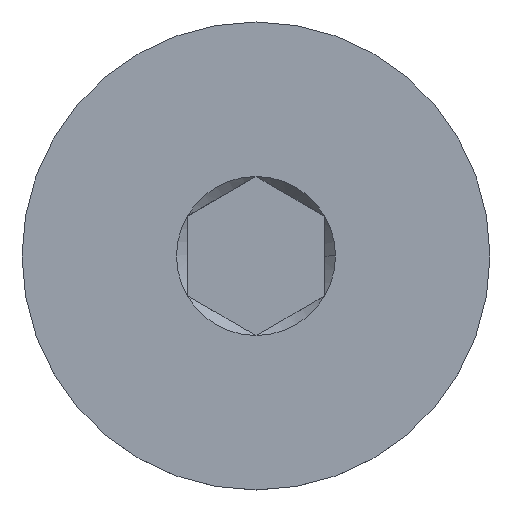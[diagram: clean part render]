
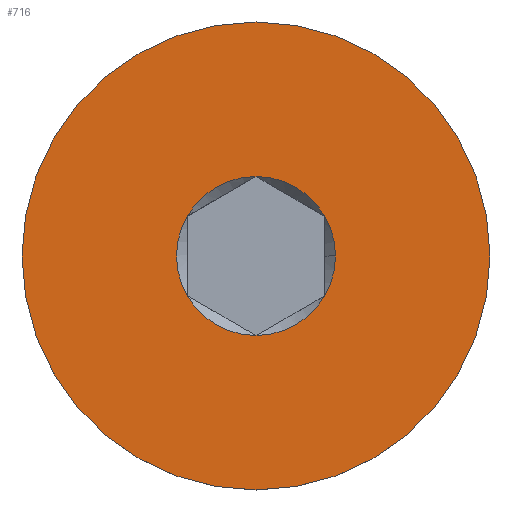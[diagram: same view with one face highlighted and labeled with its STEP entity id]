
A CAD part, top view. The second image highlights one B-rep face of the part: STEP entity #716.
In plain terms, the highlighted planar face has unit normal (0, 0, 1).
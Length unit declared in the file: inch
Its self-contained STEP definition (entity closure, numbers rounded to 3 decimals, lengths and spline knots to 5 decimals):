
#3 = AXIS2_PLACEMENT_3D ( 'NONE', #245, #234, #739 ) ;
#10 = DIRECTION ( 'NONE',  ( 0., 0., 1. ) ) ;
#21 = AXIS2_PLACEMENT_3D ( 'NONE', #26, #335, #400 ) ;
#26 = CARTESIAN_POINT ( 'NONE',  ( 0., 0., 0. ) ) ;
#29 = DIRECTION ( 'NONE',  ( 0., 0., 1. ) ) ;
#33 = CARTESIAN_POINT ( 'NONE',  ( 0., 0., 0. ) ) ;
#37 = DIRECTION ( 'NONE',  ( 0., 0., 1. ) ) ;
#48 = CIRCLE ( 'NONE', #362, 0.09021 ) ;
#56 = AXIS2_PLACEMENT_3D ( 'NONE', #691, #69, #131 ) ;
#68 = AXIS2_PLACEMENT_3D ( 'NONE', #372, #72, #565 ) ;
#69 = DIRECTION ( 'NONE',  ( 0., 0., 1. ) ) ;
#72 = DIRECTION ( 'NONE',  ( 0., 0., 1. ) ) ;
#83 = DIRECTION ( 'NONE',  ( 0., -1., 0. ) ) ;
#97 = EDGE_CURVE ( 'NONE', #361, #341, #356, .T. ) ;
#123 = EDGE_CURVE ( 'NONE', #521, #780, #474, .T. ) ;
#131 = DIRECTION ( 'NONE',  ( 1., 0., 0. ) ) ;
#134 = EDGE_CURVE ( 'NONE', #780, #801, #588, .T. ) ;
#151 = AXIS2_PLACEMENT_3D ( 'NONE', #571, #263, #83 ) ;
#156 = CIRCLE ( 'NONE', #233, 0.09021 ) ;
#167 = EDGE_CURVE ( 'NONE', #513, #322, #517, .T. ) ;
#169 = AXIS2_PLACEMENT_3D ( 'NONE', #33, #37, #726 ) ;
#174 = EDGE_CURVE ( 'NONE', #738, #521, #156, .T. ) ;
#180 = CARTESIAN_POINT ( 'NONE',  ( 0., -0.09021, 0. ) ) ;
#185 = CARTESIAN_POINT ( 'NONE',  ( 0., 0.2655, 0. ) ) ;
#186 = ORIENTED_EDGE ( 'NONE', *, *, #280, .F. ) ;
#202 = CARTESIAN_POINT ( 'NONE',  ( 0.09021, 0., 0. ) ) ;
#224 = CARTESIAN_POINT ( 'NONE',  ( -0.07813, 0.04511, 0. ) ) ;
#233 = AXIS2_PLACEMENT_3D ( 'NONE', #650, #342, #599 ) ;
#234 = DIRECTION ( 'NONE',  ( 0., 0., 1. ) ) ;
#245 = CARTESIAN_POINT ( 'NONE',  ( 0., 0., 0. ) ) ;
#255 = FACE_OUTER_BOUND ( 'NONE', #793, .T. ) ;
#256 = ORIENTED_EDGE ( 'NONE', *, *, #134, .F. ) ;
#263 = DIRECTION ( 'NONE',  ( 0., 0., -1. ) ) ;
#279 = DIRECTION ( 'NONE',  ( 1., 0., 0. ) ) ;
#280 = EDGE_CURVE ( 'NONE', #801, #510, #770, .T. ) ;
#306 = CARTESIAN_POINT ( 'NONE',  ( 0., -0.2655, 0. ) ) ;
#308 = AXIS2_PLACEMENT_3D ( 'NONE', #441, #698, #368 ) ;
#319 = CARTESIAN_POINT ( 'NONE',  ( 0., 0., 0. ) ) ;
#322 = VERTEX_POINT ( 'NONE', #306 ) ;
#335 = DIRECTION ( 'NONE',  ( 0., 0., 1. ) ) ;
#336 = EDGE_LOOP ( 'NONE', ( #256, #401, #491, #815, #572, #537, #186 ) ) ;
#341 = VERTEX_POINT ( 'NONE', #473 ) ;
#342 = DIRECTION ( 'NONE',  ( 0., 0., 1. ) ) ;
#347 = CARTESIAN_POINT ( 'NONE',  ( -0.07813, -0.04511, 0. ) ) ;
#348 = CIRCLE ( 'NONE', #3, 0.2655 ) ;
#356 = CIRCLE ( 'NONE', #308, 0.09021 ) ;
#361 = VERTEX_POINT ( 'NONE', #180 ) ;
#362 = AXIS2_PLACEMENT_3D ( 'NONE', #319, #10, #756 ) ;
#368 = DIRECTION ( 'NONE',  ( 1., 0., 0. ) ) ;
#372 = CARTESIAN_POINT ( 'NONE',  ( 0., 0., 0. ) ) ;
#378 = FACE_BOUND ( 'NONE', #336, .T. ) ;
#396 = CARTESIAN_POINT ( 'NONE',  ( 0., 0.09021, 0. ) ) ;
#400 = DIRECTION ( 'NONE',  ( 1., 0., 0. ) ) ;
#401 = ORIENTED_EDGE ( 'NONE', *, *, #123, .F. ) ;
#441 = CARTESIAN_POINT ( 'NONE',  ( 0., 0., 0. ) ) ;
#443 = CIRCLE ( 'NONE', #21, 0.09021 ) ;
#451 = EDGE_CURVE ( 'NONE', #341, #738, #48, .T. ) ;
#459 = ORIENTED_EDGE ( 'NONE', *, *, #603, .T. ) ;
#473 = CARTESIAN_POINT ( 'NONE',  ( 0.07813, -0.04511, 0. ) ) ;
#474 = CIRCLE ( 'NONE', #56, 0.09021 ) ;
#491 = ORIENTED_EDGE ( 'NONE', *, *, #174, .F. ) ;
#510 = VERTEX_POINT ( 'NONE', #347 ) ;
#513 = VERTEX_POINT ( 'NONE', #185 ) ;
#517 = CIRCLE ( 'NONE', #169, 0.2655 ) ;
#521 = VERTEX_POINT ( 'NONE', #558 ) ;
#537 = ORIENTED_EDGE ( 'NONE', *, *, #808, .F. ) ;
#558 = CARTESIAN_POINT ( 'NONE',  ( 0.07813, 0.04511, 0. ) ) ;
#565 = DIRECTION ( 'NONE',  ( 1., 0., 0. ) ) ;
#571 = CARTESIAN_POINT ( 'NONE',  ( 0., 0., 0. ) ) ;
#572 = ORIENTED_EDGE ( 'NONE', *, *, #97, .F. ) ;
#581 = PLANE ( 'NONE',  #151 ) ;
#588 = CIRCLE ( 'NONE', #68, 0.09021 ) ;
#589 = CARTESIAN_POINT ( 'NONE',  ( 0., 0., 0. ) ) ;
#599 = DIRECTION ( 'NONE',  ( 1., 0., 0. ) ) ;
#603 = EDGE_CURVE ( 'NONE', #322, #513, #348, .T. ) ;
#644 = ORIENTED_EDGE ( 'NONE', *, *, #167, .T. ) ;
#650 = CARTESIAN_POINT ( 'NONE',  ( 0., 0., 0. ) ) ;
#691 = CARTESIAN_POINT ( 'NONE',  ( 0., 0., 0. ) ) ;
#698 = DIRECTION ( 'NONE',  ( 0., 0., 1. ) ) ;
#716 = ADVANCED_FACE ( 'NONE', ( #378, #255 ), #581, .F. ) ;
#726 = DIRECTION ( 'NONE',  ( 0., -1., 0. ) ) ;
#737 = AXIS2_PLACEMENT_3D ( 'NONE', #589, #29, #279 ) ;
#738 = VERTEX_POINT ( 'NONE', #202 ) ;
#739 = DIRECTION ( 'NONE',  ( 0., -1., 0. ) ) ;
#756 = DIRECTION ( 'NONE',  ( 1., 0., 0. ) ) ;
#770 = CIRCLE ( 'NONE', #737, 0.09021 ) ;
#780 = VERTEX_POINT ( 'NONE', #396 ) ;
#793 = EDGE_LOOP ( 'NONE', ( #459, #644 ) ) ;
#801 = VERTEX_POINT ( 'NONE', #224 ) ;
#808 = EDGE_CURVE ( 'NONE', #510, #361, #443, .T. ) ;
#815 = ORIENTED_EDGE ( 'NONE', *, *, #451, .F. ) ;
